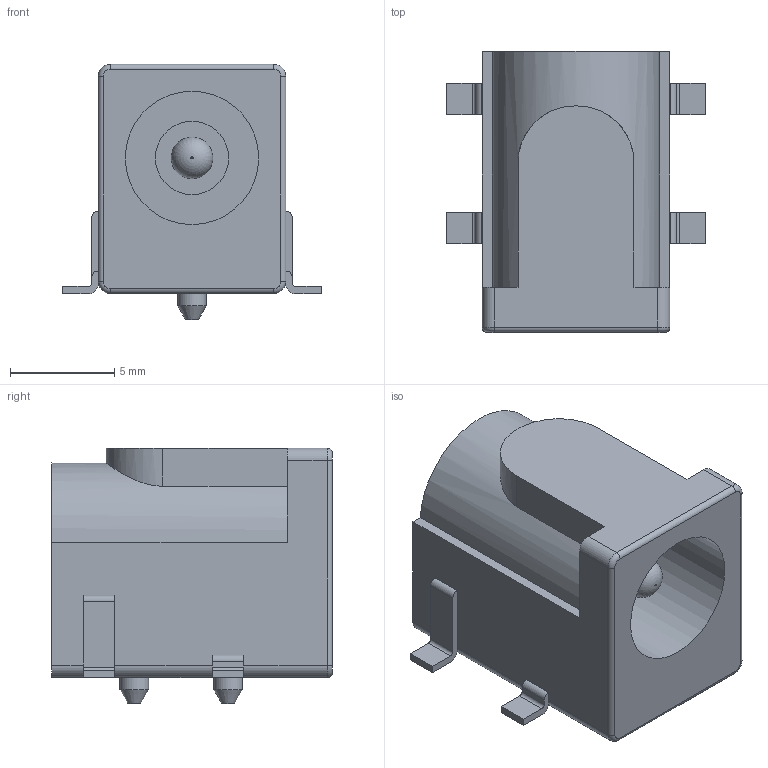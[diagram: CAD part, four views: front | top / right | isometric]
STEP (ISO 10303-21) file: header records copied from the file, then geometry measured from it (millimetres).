
FILE_DESCRIPTION(/* description */ ('Unknown'),/* implementation_level */ '2;1');
FILE_NAME(/* name */ 'PJ-114AH-SMT-TR',/* time_stamp */ '2025-01-06T08:16:04+02:00',/* author */ ('Unknown'),/* organization */ ('Unknown'),/* preprocessor_version */ 'ST-DEVELOPER v18.102',/* originating_system */ 'Solid Edge',/* authorisation */ 'Unknown');
FILE_SCHEMA (('AUTOMOTIVE_DESIGN {1 0 10303 214 3 1 1}'));
Length unit declared in the file: millimetre
Products named in the file (1): PJ-114AH-SMT-TR
Bounding box: 12.43 x 13.46 x 12.25 mm (x, y, z)
Volume: 920.2 mm3; surface area: 975 mm2
Topology: 1 solids, 1 shells, 85 faces, 219 edges, 141 vertices
Faces by surface type: plane 50, cylinder 28, torus 5, cone 2
Full cylindrical faces by diameter (mm): 1.376 x2, 2 x1, 3.517 x1, 6.4 x1
Entity records: 3124 total; most frequent: DIRECTION 440, CARTESIAN_POINT 439, ORIENTED_EDGE 414, EDGE_CURVE 207, AXIS2_PLACEMENT_3D 149, LINE 142, VECTOR 142, VERTEX_POINT 137
